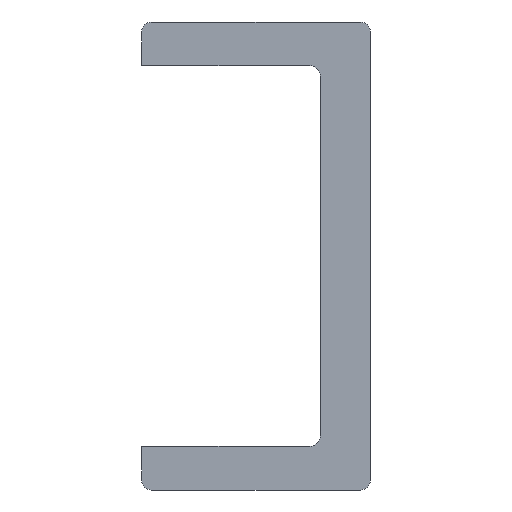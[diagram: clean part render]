
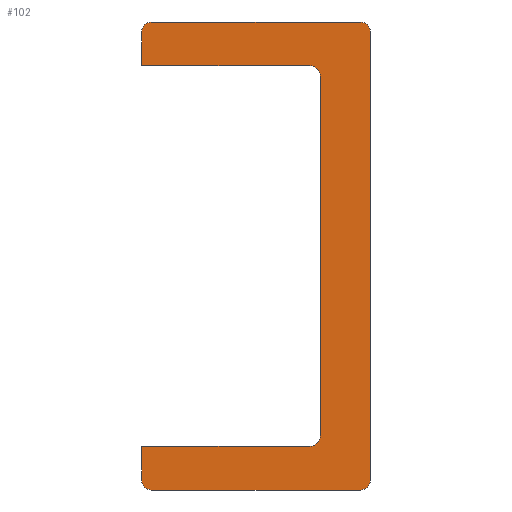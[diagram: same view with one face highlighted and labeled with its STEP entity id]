
A CAD part, front view. The second image highlights one B-rep face of the part: STEP entity #102.
In plain terms, the highlighted planar face has unit normal (0, -1, 0).
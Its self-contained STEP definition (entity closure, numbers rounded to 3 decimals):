
#102 = ADVANCED_FACE( '', ( #223 ), #224, .F. );
#223 = FACE_OUTER_BOUND( '', #338, .T. );
#224 = PLANE( '', #339 );
#338 = EDGE_LOOP( '', ( #549, #550, #551, #552, #553, #554, #555, #556, #557, #558, #559, #560, #561, #562 ) );
#339 = AXIS2_PLACEMENT_3D( '', #563, #564, #565 );
#549 = ORIENTED_EDGE( '', *, *, #606, .F. );
#550 = ORIENTED_EDGE( '', *, *, #663, .T. );
#551 = ORIENTED_EDGE( '', *, *, #648, .F. );
#552 = ORIENTED_EDGE( '', *, *, #627, .T. );
#553 = ORIENTED_EDGE( '', *, *, #609, .F. );
#554 = ORIENTED_EDGE( '', *, *, #592, .F. );
#555 = ORIENTED_EDGE( '', *, *, #660, .F. );
#556 = ORIENTED_EDGE( '', *, *, #643, .F. );
#557 = ORIENTED_EDGE( '', *, *, #613, .F. );
#558 = ORIENTED_EDGE( '', *, *, #587, .F. );
#559 = ORIENTED_EDGE( '', *, *, #620, .F. );
#560 = ORIENTED_EDGE( '', *, *, #665, .T. );
#561 = ORIENTED_EDGE( '', *, *, #654, .F. );
#562 = ORIENTED_EDGE( '', *, *, #651, .T. );
#563 = CARTESIAN_POINT( '', ( -10.5, 0., 21.5 ) );
#564 = DIRECTION( '', ( 0., 1., 0. ) );
#565 = DIRECTION( '', ( 0., 0., 1. ) );
#587 = EDGE_CURVE( '', #679, #680, #681, .T. );
#592 = EDGE_CURVE( '', #688, #689, #690, .T. );
#606 = EDGE_CURVE( '', #713, #715, #716, .T. );
#609 = EDGE_CURVE( '', #689, #719, #720, .T. );
#613 = EDGE_CURVE( '', #680, #725, #726, .T. );
#620 = EDGE_CURVE( '', #734, #679, #736, .T. );
#627 = EDGE_CURVE( '', #746, #719, #747, .F. );
#643 = EDGE_CURVE( '', #725, #771, #772, .T. );
#648 = EDGE_CURVE( '', #746, #778, #779, .T. );
#651 = EDGE_CURVE( '', #782, #715, #783, .F. );
#654 = EDGE_CURVE( '', #782, #786, #787, .T. );
#660 = EDGE_CURVE( '', #771, #688, #794, .T. );
#663 = EDGE_CURVE( '', #713, #778, #797, .F. );
#665 = EDGE_CURVE( '', #734, #786, #799, .F. );
#679 = VERTEX_POINT( '', #813 );
#680 = VERTEX_POINT( '', #814 );
#681 = LINE( '', #815, #816 );
#688 = VERTEX_POINT( '', #826 );
#689 = VERTEX_POINT( '', #827 );
#690 = LINE( '', #828, #829 );
#713 = VERTEX_POINT( '', #856 );
#715 = VERTEX_POINT( '', #859 );
#716 = LINE( '', #860, #861 );
#719 = VERTEX_POINT( '', #865 );
#720 = LINE( '', #866, #867 );
#725 = VERTEX_POINT( '', #874 );
#726 = CIRCLE( '', #875, 1. );
#734 = VERTEX_POINT( '', #885 );
#736 = LINE( '', #888, #889 );
#746 = VERTEX_POINT( '', #899 );
#747 = CIRCLE( '', #900, 0.9 );
#771 = VERTEX_POINT( '', #928 );
#772 = LINE( '', #929, #930 );
#778 = VERTEX_POINT( '', #937 );
#779 = LINE( '', #938, #939 );
#782 = VERTEX_POINT( '', #943 );
#783 = CIRCLE( '', #944, 0.9 );
#786 = VERTEX_POINT( '', #948 );
#787 = LINE( '', #949, #950 );
#794 = CIRCLE( '', #958, 1. );
#797 = CIRCLE( '', #961, 0.9 );
#799 = CIRCLE( '', #963, 0.9 );
#813 = CARTESIAN_POINT( '', ( -10.5, 0., -17.5 ) );
#814 = CARTESIAN_POINT( '', ( 4.9, 0., -17.5 ) );
#815 = CARTESIAN_POINT( '', ( 4.9, 0., -17.5 ) );
#816 = VECTOR( '', #978, 1000. );
#826 = CARTESIAN_POINT( '', ( 4.9, 0., 17.5 ) );
#827 = CARTESIAN_POINT( '', ( -10.5, 0., 17.5 ) );
#828 = CARTESIAN_POINT( '', ( 4.9, 0., 17.5 ) );
#829 = VECTOR( '', #982, 1000. );
#856 = CARTESIAN_POINT( '', ( 10.5, 0., 20.6 ) );
#859 = CARTESIAN_POINT( '', ( 10.5, 0., -20.6 ) );
#860 = CARTESIAN_POINT( '', ( 10.5, 0., 21.5 ) );
#861 = VECTOR( '', #1006, 1000. );
#865 = CARTESIAN_POINT( '', ( -10.5, 0., 20.6 ) );
#866 = CARTESIAN_POINT( '', ( -10.5, 0., -21.5 ) );
#867 = VECTOR( '', #1008, 1000. );
#874 = CARTESIAN_POINT( '', ( 5.9, 0., -16.5 ) );
#875 = AXIS2_PLACEMENT_3D( '', #1011, #1012, #1013 );
#885 = CARTESIAN_POINT( '', ( -10.5, 0., -20.6 ) );
#888 = CARTESIAN_POINT( '', ( -10.5, 0., -21.5 ) );
#889 = VECTOR( '', #1020, 1000. );
#899 = CARTESIAN_POINT( '', ( -9.6, 0., 21.5 ) );
#900 = AXIS2_PLACEMENT_3D( '', #1030, #1031, #1032 );
#928 = CARTESIAN_POINT( '', ( 5.9, 0., 16.5 ) );
#929 = CARTESIAN_POINT( '', ( 5.9, 0., 16.5 ) );
#930 = VECTOR( '', #1061, 1000. );
#937 = CARTESIAN_POINT( '', ( 9.6, 0., 21.5 ) );
#938 = CARTESIAN_POINT( '', ( -10.5, 0., 21.5 ) );
#939 = VECTOR( '', #1066, 1000. );
#943 = CARTESIAN_POINT( '', ( 9.6, 0., -21.5 ) );
#944 = AXIS2_PLACEMENT_3D( '', #1068, #1069, #1070 );
#948 = CARTESIAN_POINT( '', ( -9.6, 0., -21.5 ) );
#949 = CARTESIAN_POINT( '', ( 10.5, 0., -21.5 ) );
#950 = VECTOR( '', #1072, 1000. );
#958 = AXIS2_PLACEMENT_3D( '', #1077, #1078, #1079 );
#961 = AXIS2_PLACEMENT_3D( '', #1080, #1081, #1082 );
#963 = AXIS2_PLACEMENT_3D( '', #1083, #1084, #1085 );
#978 = DIRECTION( '', ( 1., 0., 0. ) );
#982 = DIRECTION( '', ( -1., 0., 0. ) );
#1006 = DIRECTION( '', ( 0., 0., -1. ) );
#1008 = DIRECTION( '', ( 0., 0., 1. ) );
#1011 = CARTESIAN_POINT( '', ( 4.9, 0., -16.5 ) );
#1012 = DIRECTION( '', ( 0., -1., 0. ) );
#1013 = DIRECTION( '', ( -1., 0., 0. ) );
#1020 = DIRECTION( '', ( 0., 0., 1. ) );
#1030 = CARTESIAN_POINT( '', ( -9.6, 0., 20.6 ) );
#1031 = DIRECTION( '', ( 0., 1., 0. ) );
#1032 = DIRECTION( '', ( 0., 0., 1. ) );
#1061 = DIRECTION( '', ( 0., 0., 1. ) );
#1066 = DIRECTION( '', ( 1., 0., 0. ) );
#1068 = CARTESIAN_POINT( '', ( 9.6, 0., -20.6 ) );
#1069 = DIRECTION( '', ( 0., 1., 0. ) );
#1070 = DIRECTION( '', ( 0., 0., 1. ) );
#1072 = DIRECTION( '', ( -1., 0., 0. ) );
#1077 = CARTESIAN_POINT( '', ( 4.9, 0., 16.5 ) );
#1078 = DIRECTION( '', ( 0., -1., 0. ) );
#1079 = DIRECTION( '', ( -1., 0., 0. ) );
#1080 = CARTESIAN_POINT( '', ( 9.6, 0., 20.6 ) );
#1081 = DIRECTION( '', ( 0., 1., 0. ) );
#1082 = DIRECTION( '', ( 0., 0., 1. ) );
#1083 = CARTESIAN_POINT( '', ( -9.6, 0., -20.6 ) );
#1084 = DIRECTION( '', ( 0., 1., 0. ) );
#1085 = DIRECTION( '', ( 0., 0., 1. ) );
